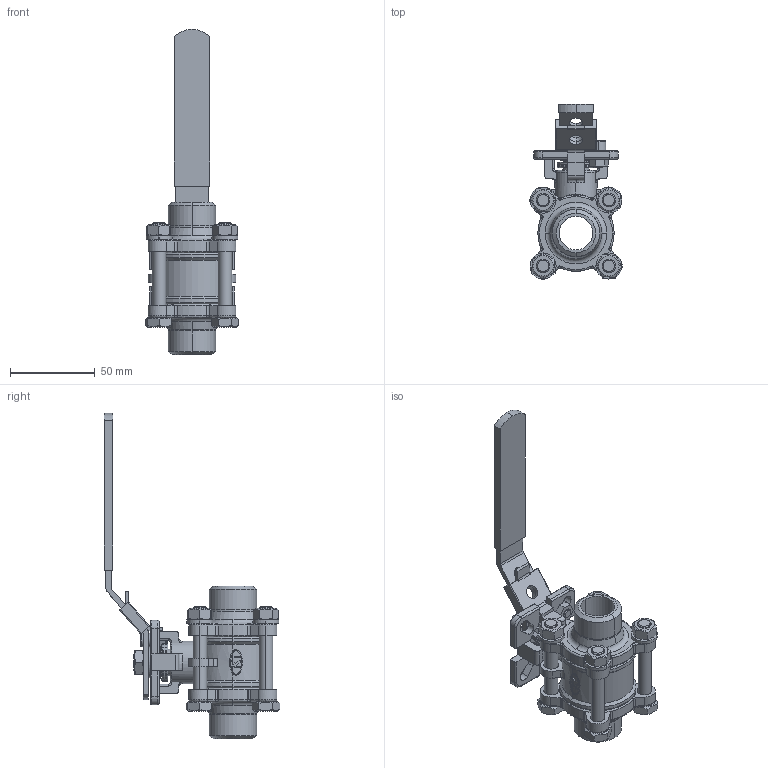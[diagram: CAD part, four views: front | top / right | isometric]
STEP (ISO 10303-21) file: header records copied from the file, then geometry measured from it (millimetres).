
FILE_DESCRIPTION (( 'STEP AP203' ), '1' );
FILE_NAME ('KV-L31 0.75.STEP', '2017-02-07T02:03:22', ( 'XiTongTianDi' ), ( 'XiTongTianDi.Com' ), 'SwSTEP 2.0', 'SolidWorks 2013', '' );
FILE_SCHEMA (( 'CONFIG_CONTROL_DESIGN' ));
Products named in the file (1): KV-L31 0.75
Bounding box: 55.21 x 103.51 x 192 mm (x, y, z)
Volume: 131051.5 mm3; surface area: 51839.3 mm2
Topology: 1 solids, 1 shells, 1085 faces, 2830 edges, 1751 vertices
Faces by surface type: plane 374, cylinder 337, bspline 203, torus 105, cone 66
Entity records: 66760 total; most frequent: CARTESIAN_POINT 42144, ORIENTED_EDGE 5628, DIRECTION 4448, EDGE_CURVE 2814, VERTEX_POINT 1751, AXIS2_PLACEMENT_3D 1655, EDGE_LOOP 1161, LINE 1138
